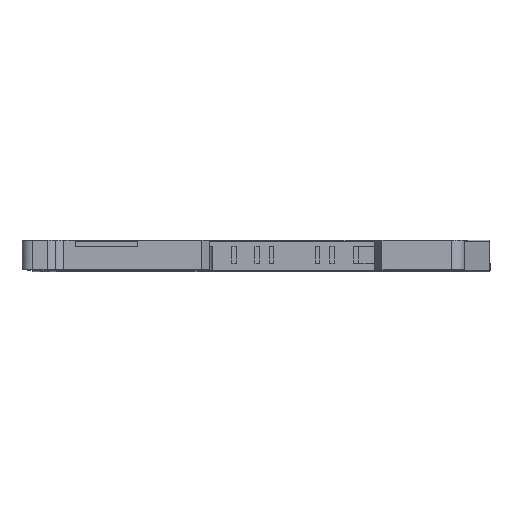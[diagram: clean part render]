
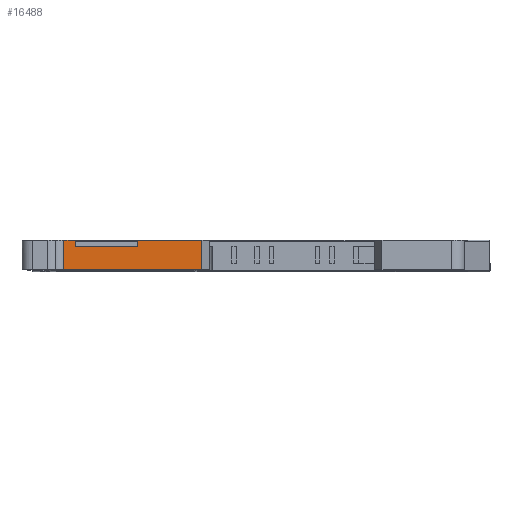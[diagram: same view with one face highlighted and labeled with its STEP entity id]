
A CAD part, front view. The second image highlights one B-rep face of the part: STEP entity #16488.
In plain terms, the highlighted planar face has unit normal (0, -1, 0).
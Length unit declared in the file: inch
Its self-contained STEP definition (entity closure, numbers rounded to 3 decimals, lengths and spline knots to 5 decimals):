
#26 = EDGE_CURVE ( 'NONE', #8688, #20688, #17655, .T. ) ;
#62 = EDGE_LOOP ( 'NONE', ( #12175, #14381, #13785, #11912, #12947, #10345, #5379, #1986 ) ) ;
#230 = VECTOR ( 'NONE', #19562, 39.37008 ) ;
#309 = DIRECTION ( 'NONE',  ( -1., 0., 0. ) ) ;
#343 = DIRECTION ( 'NONE',  ( -1., 0., 0. ) ) ;
#452 = CARTESIAN_POINT ( 'NONE',  ( -0.41416, -1.33661, -0.10235 ) ) ;
#1325 = CARTESIAN_POINT ( 'NONE',  ( -1.58661, -1.33661, 0.12206 ) ) ;
#1954 = EDGE_CURVE ( 'NONE', #13989, #20688, #14728, .T. ) ;
#1986 = ORIENTED_EDGE ( 'NONE', *, *, #4063, .F. ) ;
#2471 = VECTOR ( 'NONE', #4296, 39.37008 ) ;
#2485 = VERTEX_POINT ( 'NONE', #16930 ) ;
#3011 = VERTEX_POINT ( 'NONE', #9269 ) ;
#3518 = AXIS2_PLACEMENT_3D ( 'NONE', #20703, #4704, #4395 ) ;
#3994 = EDGE_CURVE ( 'NONE', #12875, #17747, #10969, .T. ) ;
#4063 = EDGE_CURVE ( 'NONE', #2485, #8688, #15532, .T. ) ;
#4296 = DIRECTION ( 'NONE',  ( -1., 0., 0. ) ) ;
#4325 = EDGE_CURVE ( 'NONE', #3011, #18325, #11896, .T. ) ;
#4395 = DIRECTION ( 'NONE',  ( 0., 0., -1. ) ) ;
#4704 = DIRECTION ( 'NONE',  ( 0., -1., 0. ) ) ;
#4741 = LINE ( 'NONE', #8024, #230 ) ;
#5379 = ORIENTED_EDGE ( 'NONE', *, *, #26, .F. ) ;
#6203 = VECTOR ( 'NONE', #20708, 39.37008 ) ;
#6300 = PLANE ( 'NONE',  #3518 ) ;
#7262 = CARTESIAN_POINT ( 'NONE',  ( -0.90551, -1.33661, 0.12206 ) ) ;
#7820 = EDGE_CURVE ( 'NONE', #12875, #3011, #20681, .T. ) ;
#7933 = DIRECTION ( 'NONE',  ( 0., 0., -1. ) ) ;
#8024 = CARTESIAN_POINT ( 'NONE',  ( -1.47156, -1.33661, 0.00985 ) ) ;
#8066 = DIRECTION ( 'NONE',  ( 0., 0., 1. ) ) ;
#8643 = VECTOR ( 'NONE', #309, 39.37008 ) ;
#8688 = VERTEX_POINT ( 'NONE', #11874 ) ;
#9269 = CARTESIAN_POINT ( 'NONE',  ( -0.41416, -1.33661, 0.12206 ) ) ;
#9372 = CARTESIAN_POINT ( 'NONE',  ( -1.07283, -1.33661, -0.10235 ) ) ;
#9438 = VECTOR ( 'NONE', #7933, 39.37008 ) ;
#10345 = ORIENTED_EDGE ( 'NONE', *, *, #1954, .T. ) ;
#10745 = CARTESIAN_POINT ( 'NONE',  ( -0.90551, -1.33661, 0.07482 ) ) ;
#10969 = LINE ( 'NONE', #9372, #2471 ) ;
#11095 = CARTESIAN_POINT ( 'NONE',  ( -1.38189, -1.33661, 0.09844 ) ) ;
#11874 = CARTESIAN_POINT ( 'NONE',  ( -1.38189, -1.33661, 0.12206 ) ) ;
#11896 = LINE ( 'NONE', #18483, #15289 ) ;
#11912 = ORIENTED_EDGE ( 'NONE', *, *, #4325, .T. ) ;
#12101 = CARTESIAN_POINT ( 'NONE',  ( -1.47156, -1.33661, -0.10235 ) ) ;
#12175 = ORIENTED_EDGE ( 'NONE', *, *, #12608, .T. ) ;
#12608 = EDGE_CURVE ( 'NONE', #2485, #17747, #4741, .T. ) ;
#12875 = VERTEX_POINT ( 'NONE', #452 ) ;
#12947 = ORIENTED_EDGE ( 'NONE', *, *, #15933, .T. ) ;
#13129 = CARTESIAN_POINT ( 'NONE',  ( -0.94288, -1.33661, 0.07482 ) ) ;
#13785 = ORIENTED_EDGE ( 'NONE', *, *, #7820, .T. ) ;
#13989 = VERTEX_POINT ( 'NONE', #10745 ) ;
#14381 = ORIENTED_EDGE ( 'NONE', *, *, #3994, .F. ) ;
#14522 = CARTESIAN_POINT ( 'NONE',  ( -0.41416, -1.33661, 0.00985 ) ) ;
#14728 = LINE ( 'NONE', #13129, #8643 ) ;
#15289 = VECTOR ( 'NONE', #343, 39.37008 ) ;
#15532 = LINE ( 'NONE', #1325, #6203 ) ;
#15622 = FACE_OUTER_BOUND ( 'NONE', #62, .T. ) ;
#15933 = EDGE_CURVE ( 'NONE', #18325, #13989, #15987, .T. ) ;
#15987 = LINE ( 'NONE', #20546, #9438 ) ;
#16018 = VECTOR ( 'NONE', #8066, 39.37008 ) ;
#16488 = ADVANCED_FACE ( 'NONE', ( #15622 ), #6300, .T. ) ;
#16930 = CARTESIAN_POINT ( 'NONE',  ( -1.47156, -1.33661, 0.12206 ) ) ;
#17655 = LINE ( 'NONE', #11095, #19165 ) ;
#17747 = VERTEX_POINT ( 'NONE', #12101 ) ;
#18325 = VERTEX_POINT ( 'NONE', #7262 ) ;
#18483 = CARTESIAN_POINT ( 'NONE',  ( -0.94288, -1.33661, 0.12206 ) ) ;
#19165 = VECTOR ( 'NONE', #19346, 39.37008 ) ;
#19346 = DIRECTION ( 'NONE',  ( 0., 0., -1. ) ) ;
#19562 = DIRECTION ( 'NONE',  ( 0., 0., -1. ) ) ;
#20546 = CARTESIAN_POINT ( 'NONE',  ( -0.90551, -1.33661, 0.00985 ) ) ;
#20681 = LINE ( 'NONE', #14522, #16018 ) ;
#20688 = VERTEX_POINT ( 'NONE', #20892 ) ;
#20703 = CARTESIAN_POINT ( 'NONE',  ( -0.94288, -1.33661, 0.00985 ) ) ;
#20708 = DIRECTION ( 'NONE',  ( 1., 0., 0. ) ) ;
#20892 = CARTESIAN_POINT ( 'NONE',  ( -1.38189, -1.33661, 0.07482 ) ) ;
